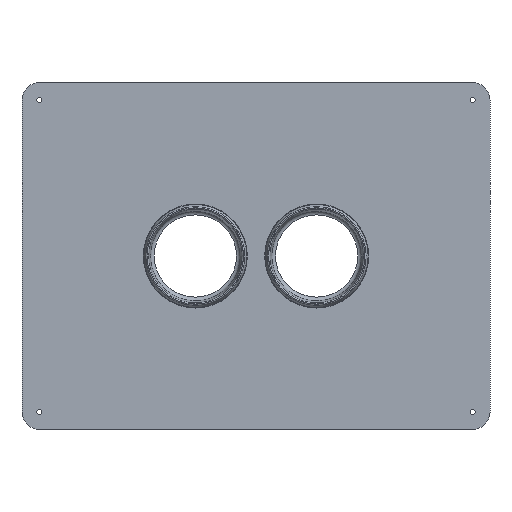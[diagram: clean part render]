
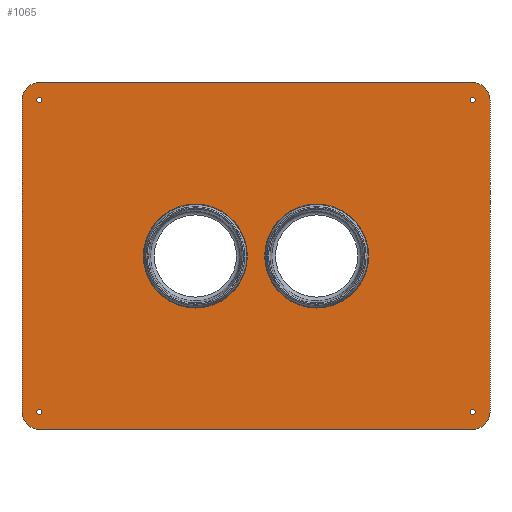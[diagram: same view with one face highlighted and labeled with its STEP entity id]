
A CAD part, front view. The second image highlights one B-rep face of the part: STEP entity #1065.
In plain terms, the highlighted planar face has unit normal (0, -1, 0).
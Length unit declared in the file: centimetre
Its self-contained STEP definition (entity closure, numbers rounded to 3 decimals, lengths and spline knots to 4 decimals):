
#42=FACE_BOUND('',#254,.T.);
#43=FACE_BOUND('',#255,.T.);
#44=FACE_BOUND('',#256,.T.);
#45=FACE_BOUND('',#257,.T.);
#46=FACE_BOUND('',#258,.T.);
#47=FACE_BOUND('',#259,.T.);
#63=PLANE('',#1365);
#167=FACE_OUTER_BOUND('',#253,.T.);
#253=EDGE_LOOP('',(#962,#963,#964,#965,#966,#967,#968,#969));
#254=EDGE_LOOP('',(#970));
#255=EDGE_LOOP('',(#971));
#256=EDGE_LOOP('',(#972));
#257=EDGE_LOOP('',(#973));
#258=EDGE_LOOP('',(#974));
#259=EDGE_LOOP('',(#975));
#326=CIRCLE('',#1287,59.5);
#344=CIRCLE('',#1312,59.5);
#362=CIRCLE('',#1337,3.);
#364=CIRCLE('',#1340,3.);
#366=CIRCLE('',#1343,3.);
#368=CIRCLE('',#1346,3.);
#371=CIRCLE('',#1350,20.);
#373=CIRCLE('',#1354,20.);
#375=CIRCLE('',#1358,20.);
#377=CIRCLE('',#1362,20.);
#432=VERTEX_POINT('',#1992);
#446=VERTEX_POINT('',#2034);
#460=VERTEX_POINT('',#2076);
#462=VERTEX_POINT('',#2082);
#464=VERTEX_POINT('',#2088);
#466=VERTEX_POINT('',#2094);
#470=VERTEX_POINT('',#2103);
#471=VERTEX_POINT('',#2105);
#473=VERTEX_POINT('',#2111);
#475=VERTEX_POINT('',#2117);
#477=VERTEX_POINT('',#2123);
#479=VERTEX_POINT('',#2129);
#481=VERTEX_POINT('',#2135);
#483=VERTEX_POINT('',#2141);
#570=EDGE_CURVE('',#432,#432,#326,.T.);
#591=EDGE_CURVE('',#446,#446,#344,.T.);
#612=EDGE_CURVE('',#460,#460,#362,.T.);
#615=EDGE_CURVE('',#462,#462,#364,.T.);
#618=EDGE_CURVE('',#464,#464,#366,.T.);
#621=EDGE_CURVE('',#466,#466,#368,.T.);
#626=EDGE_CURVE('',#471,#470,#371,.T.);
#629=EDGE_CURVE('',#473,#471,#1114,.T.);
#632=EDGE_CURVE('',#475,#473,#373,.T.);
#635=EDGE_CURVE('',#477,#475,#1118,.T.);
#638=EDGE_CURVE('',#479,#477,#375,.T.);
#641=EDGE_CURVE('',#481,#479,#1122,.T.);
#644=EDGE_CURVE('',#483,#481,#377,.T.);
#647=EDGE_CURVE('',#470,#483,#1126,.T.);
#962=ORIENTED_EDGE('',*,*,#647,.T.);
#963=ORIENTED_EDGE('',*,*,#644,.T.);
#964=ORIENTED_EDGE('',*,*,#641,.T.);
#965=ORIENTED_EDGE('',*,*,#638,.T.);
#966=ORIENTED_EDGE('',*,*,#635,.T.);
#967=ORIENTED_EDGE('',*,*,#632,.T.);
#968=ORIENTED_EDGE('',*,*,#629,.T.);
#969=ORIENTED_EDGE('',*,*,#626,.T.);
#970=ORIENTED_EDGE('',*,*,#570,.T.);
#971=ORIENTED_EDGE('',*,*,#591,.T.);
#972=ORIENTED_EDGE('',*,*,#621,.T.);
#973=ORIENTED_EDGE('',*,*,#618,.T.);
#974=ORIENTED_EDGE('',*,*,#615,.T.);
#975=ORIENTED_EDGE('',*,*,#612,.T.);
#1065=ADVANCED_FACE('',(#167,#42,#43,#44,#45,#46,#47),#63,.F.);
#1114=LINE('',#2112,#1163);
#1118=LINE('',#2124,#1167);
#1122=LINE('',#2136,#1171);
#1126=LINE('',#2146,#1175);
#1163=VECTOR('',#1755,10.);
#1167=VECTOR('',#1767,10.);
#1171=VECTOR('',#1779,10.);
#1175=VECTOR('',#1791,10.);
#1287=AXIS2_PLACEMENT_3D('',#1993,#1612,#1613);
#1312=AXIS2_PLACEMENT_3D('',#2035,#1665,#1666);
#1337=AXIS2_PLACEMENT_3D('',#2077,#1718,#1719);
#1340=AXIS2_PLACEMENT_3D('',#2083,#1725,#1726);
#1343=AXIS2_PLACEMENT_3D('',#2089,#1732,#1733);
#1346=AXIS2_PLACEMENT_3D('',#2095,#1739,#1740);
#1350=AXIS2_PLACEMENT_3D('',#2106,#1749,#1750);
#1354=AXIS2_PLACEMENT_3D('',#2118,#1761,#1762);
#1358=AXIS2_PLACEMENT_3D('',#2130,#1773,#1774);
#1362=AXIS2_PLACEMENT_3D('',#2142,#1785,#1786);
#1365=AXIS2_PLACEMENT_3D('',#2148,#1794,#1795);
#1612=DIRECTION('center_axis',(0.,1.,0.));
#1613=DIRECTION('ref_axis',(-1.,0.,0.));
#1665=DIRECTION('center_axis',(0.,1.,0.));
#1666=DIRECTION('ref_axis',(-1.,0.,0.));
#1718=DIRECTION('center_axis',(0.,1.,0.));
#1719=DIRECTION('ref_axis',(-1.,0.,0.));
#1725=DIRECTION('center_axis',(0.,1.,0.));
#1726=DIRECTION('ref_axis',(-1.,0.,0.));
#1732=DIRECTION('center_axis',(0.,1.,0.));
#1733=DIRECTION('ref_axis',(-1.,0.,0.));
#1739=DIRECTION('center_axis',(0.,1.,0.));
#1740=DIRECTION('ref_axis',(-1.,0.,0.));
#1749=DIRECTION('center_axis',(0.,-1.,0.));
#1750=DIRECTION('ref_axis',(0.,0.,1.));
#1755=DIRECTION('',(0.,0.,1.));
#1761=DIRECTION('center_axis',(0.,-1.,0.));
#1762=DIRECTION('ref_axis',(1.,0.,0.));
#1767=DIRECTION('',(1.,0.,0.));
#1773=DIRECTION('center_axis',(0.,-1.,0.));
#1774=DIRECTION('ref_axis',(0.,0.,-1.));
#1779=DIRECTION('',(0.,0.,-1.));
#1785=DIRECTION('center_axis',(0.,-1.,0.));
#1786=DIRECTION('ref_axis',(-1.,0.,0.));
#1791=DIRECTION('',(-1.,0.,0.));
#1794=DIRECTION('center_axis',(0.,1.,0.));
#1795=DIRECTION('ref_axis',(1.,0.,0.));
#1992=CARTESIAN_POINT('',(-129.5,-1.,0.));
#1993=CARTESIAN_POINT('Origin',(-70.,-1.,0.));
#2034=CARTESIAN_POINT('',(129.5,-1.,0.));
#2035=CARTESIAN_POINT('Origin',(70.,-1.,0.));
#2076=CARTESIAN_POINT('',(-247.,-1.,180.));
#2077=CARTESIAN_POINT('Origin',(-250.,-1.,180.));
#2082=CARTESIAN_POINT('',(253.,-1.,180.));
#2083=CARTESIAN_POINT('Origin',(250.,-1.,180.));
#2088=CARTESIAN_POINT('',(253.,-1.,-180.));
#2089=CARTESIAN_POINT('Origin',(250.,-1.,-180.));
#2094=CARTESIAN_POINT('',(-247.,-1.,-180.));
#2095=CARTESIAN_POINT('Origin',(-250.,-1.,-180.));
#2103=CARTESIAN_POINT('',(250.,-1.,200.));
#2105=CARTESIAN_POINT('',(270.,-1.,180.));
#2106=CARTESIAN_POINT('Origin',(250.,-1.,180.));
#2111=CARTESIAN_POINT('',(270.,-1.,-180.));
#2112=CARTESIAN_POINT('',(270.,-1.,180.));
#2117=CARTESIAN_POINT('',(250.,-1.,-200.));
#2118=CARTESIAN_POINT('Origin',(250.,-1.,-180.));
#2123=CARTESIAN_POINT('',(-250.,-1.,-200.));
#2124=CARTESIAN_POINT('',(250.,-1.,-200.));
#2129=CARTESIAN_POINT('',(-270.,-1.,-180.));
#2130=CARTESIAN_POINT('Origin',(-250.,-1.,-180.));
#2135=CARTESIAN_POINT('',(-270.,-1.,180.));
#2136=CARTESIAN_POINT('',(-270.,-1.,-180.));
#2141=CARTESIAN_POINT('',(-250.,-1.,200.));
#2142=CARTESIAN_POINT('Origin',(-250.,-1.,180.));
#2146=CARTESIAN_POINT('',(-250.,-1.,200.));
#2148=CARTESIAN_POINT('Origin',(0.,-1.,0.));
